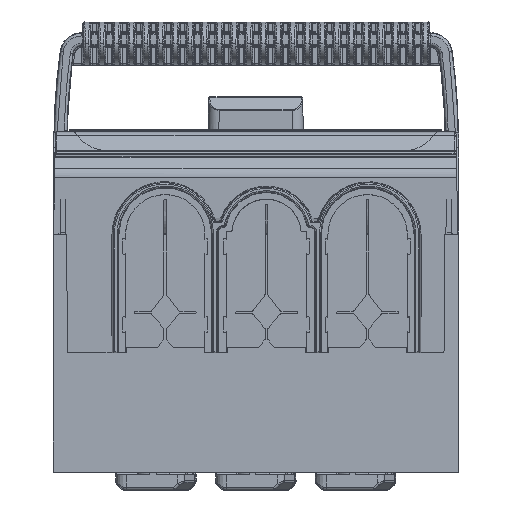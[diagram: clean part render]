
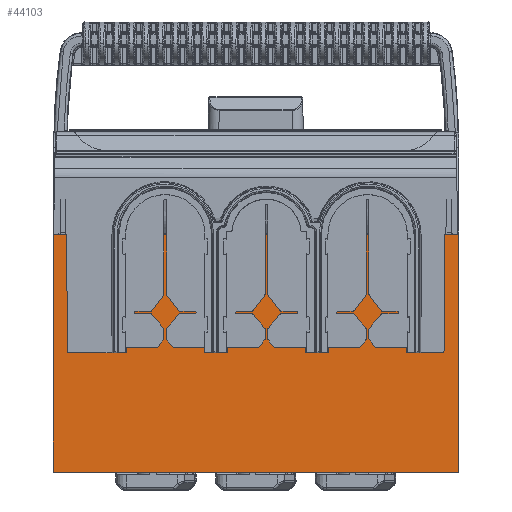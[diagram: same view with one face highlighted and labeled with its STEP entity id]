
A CAD part, front view. The second image highlights one B-rep face of the part: STEP entity #44103.
In plain terms, the highlighted planar face has unit normal (0, -1, 0.006).
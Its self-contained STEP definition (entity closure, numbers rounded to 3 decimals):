
#35040=ELLIPSE('',#122736,0.5,0.5);
#44103=ADVANCED_FACE('NAUO1\\LPATTERN2',(#50792),#49267,.T.);
#49267=PLANE('',#122737);
#50792=FACE_OUTER_BOUND('',#55979,.T.);
#55979=EDGE_LOOP('',(#61704,#61705,#61706,#61707,#61708,#61709,#61710,#61711,
#61712,#61713,#61714,#61715,#61716,#61717,#61718,#61719,#61720,#61721,#61722,
#61723,#61724,#61725,#61726,#61727,#61728));
#61704=ORIENTED_EDGE('',*,*,#97794,.F.);
#61705=ORIENTED_EDGE('',*,*,#97743,.T.);
#61706=ORIENTED_EDGE('',*,*,#97795,.F.);
#61707=ORIENTED_EDGE('',*,*,#97796,.F.);
#61708=ORIENTED_EDGE('',*,*,#97797,.T.);
#61709=ORIENTED_EDGE('',*,*,#97786,.T.);
#61710=ORIENTED_EDGE('',*,*,#97798,.T.);
#61711=ORIENTED_EDGE('',*,*,#97799,.T.);
#61712=ORIENTED_EDGE('',*,*,#97800,.T.);
#61713=ORIENTED_EDGE('',*,*,#97801,.F.);
#61714=ORIENTED_EDGE('',*,*,#97802,.T.);
#61715=ORIENTED_EDGE('',*,*,#97772,.T.);
#61716=ORIENTED_EDGE('',*,*,#97803,.T.);
#61717=ORIENTED_EDGE('',*,*,#97804,.T.);
#61718=ORIENTED_EDGE('',*,*,#97805,.F.);
#61719=ORIENTED_EDGE('',*,*,#97764,.T.);
#61720=ORIENTED_EDGE('',*,*,#97806,.T.);
#61721=ORIENTED_EDGE('',*,*,#97807,.T.);
#61722=ORIENTED_EDGE('',*,*,#97808,.F.);
#61723=ORIENTED_EDGE('',*,*,#97809,.T.);
#61724=ORIENTED_EDGE('',*,*,#97810,.F.);
#61725=ORIENTED_EDGE('',*,*,#97811,.T.);
#61726=ORIENTED_EDGE('',*,*,#97751,.T.);
#61727=ORIENTED_EDGE('',*,*,#97812,.T.);
#61728=ORIENTED_EDGE('',*,*,#97813,.F.);
#89099=VERTEX_POINT('',#151228);
#89100=VERTEX_POINT('',#151229);
#89107=VERTEX_POINT('',#151243);
#89108=VERTEX_POINT('',#151245);
#89120=VERTEX_POINT('',#151278);
#89121=VERTEX_POINT('',#151280);
#89126=VERTEX_POINT('',#151292);
#89127=VERTEX_POINT('',#151294);
#89140=VERTEX_POINT('',#151320);
#89141=VERTEX_POINT('',#151322);
#89148=VERTEX_POINT('',#151338);
#89149=VERTEX_POINT('',#151340);
#89150=VERTEX_POINT('',#151342);
#89151=VERTEX_POINT('',#151345);
#89152=VERTEX_POINT('',#151347);
#89153=VERTEX_POINT('',#151349);
#89154=VERTEX_POINT('',#151351);
#89155=VERTEX_POINT('',#151354);
#89156=VERTEX_POINT('',#151356);
#89157=VERTEX_POINT('',#151359);
#89158=VERTEX_POINT('',#151361);
#89159=VERTEX_POINT('',#151363);
#89160=VERTEX_POINT('',#151365);
#89161=VERTEX_POINT('',#151367);
#89162=VERTEX_POINT('',#151370);
#97743=EDGE_CURVE('',#89099,#89100,#111347,.T.);
#97751=EDGE_CURVE('',#89108,#89107,#111354,.T.);
#97764=EDGE_CURVE('',#89121,#89120,#111365,.T.);
#97772=EDGE_CURVE('',#89127,#89126,#111373,.T.);
#97786=EDGE_CURVE('',#89141,#89140,#111383,.T.);
#97794=EDGE_CURVE('',#89099,#89148,#111390,.T.);
#97795=EDGE_CURVE('',#89149,#89100,#111391,.T.);
#97796=EDGE_CURVE('',#89150,#89149,#111392,.T.);
#97797=EDGE_CURVE('',#89150,#89141,#111393,.T.);
#97798=EDGE_CURVE('',#89140,#89151,#111394,.T.);
#97799=EDGE_CURVE('',#89151,#89152,#111395,.T.);
#97800=EDGE_CURVE('',#89152,#89153,#111396,.T.);
#97801=EDGE_CURVE('',#89154,#89153,#111397,.T.);
#97802=EDGE_CURVE('',#89154,#89127,#111398,.T.);
#97803=EDGE_CURVE('',#89126,#89155,#111399,.T.);
#97804=EDGE_CURVE('',#89155,#89156,#111400,.T.);
#97805=EDGE_CURVE('',#89121,#89156,#111401,.T.);
#97806=EDGE_CURVE('',#89120,#89157,#35040,.T.);
#97807=EDGE_CURVE('',#89157,#89158,#111402,.T.);
#97808=EDGE_CURVE('',#89159,#89158,#111403,.T.);
#97809=EDGE_CURVE('',#89159,#89160,#111404,.T.);
#97810=EDGE_CURVE('',#89161,#89160,#111405,.T.);
#97811=EDGE_CURVE('',#89161,#89108,#111406,.T.);
#97812=EDGE_CURVE('',#89107,#89162,#111407,.T.);
#97813=EDGE_CURVE('',#89148,#89162,#111408,.T.);
#111347=LINE('',#151227,#117128);
#111354=LINE('',#151244,#117135);
#111365=LINE('',#151279,#117146);
#111373=LINE('',#151293,#117154);
#111383=LINE('',#151321,#117164);
#111390=LINE('',#151337,#117171);
#111391=LINE('',#151339,#117172);
#111392=LINE('',#151341,#117173);
#111393=LINE('',#151343,#117174);
#111394=LINE('',#151344,#117175);
#111395=LINE('',#151346,#117176);
#111396=LINE('',#151348,#117177);
#111397=LINE('',#151350,#117178);
#111398=LINE('',#151352,#117179);
#111399=LINE('',#151353,#117180);
#111400=LINE('',#151355,#117181);
#111401=LINE('',#151357,#117182);
#111402=LINE('',#151360,#117183);
#111403=LINE('',#151362,#117184);
#111404=LINE('',#151364,#117185);
#111405=LINE('',#151366,#117186);
#111406=LINE('',#151368,#117187);
#111407=LINE('',#151369,#117188);
#111408=LINE('',#151371,#117189);
#117128=VECTOR('',#130318,1.);
#117135=VECTOR('',#130327,1.);
#117146=VECTOR('',#130340,1.);
#117154=VECTOR('',#130348,1.);
#117164=VECTOR('',#130366,1.);
#117171=VECTOR('',#130377,1.);
#117172=VECTOR('',#130378,1.);
#117173=VECTOR('',#130379,1.);
#117174=VECTOR('',#130380,1.);
#117175=VECTOR('',#130381,1.);
#117176=VECTOR('',#130382,1.);
#117177=VECTOR('',#130383,1.);
#117178=VECTOR('',#130384,1.);
#117179=VECTOR('',#130385,1.);
#117180=VECTOR('',#130386,1.);
#117181=VECTOR('',#130387,1.);
#117182=VECTOR('',#130388,1.);
#117183=VECTOR('',#130391,1.);
#117184=VECTOR('',#130392,1.);
#117185=VECTOR('',#130393,1.);
#117186=VECTOR('',#130394,1.);
#117187=VECTOR('',#130395,1.);
#117188=VECTOR('',#130396,1.);
#117189=VECTOR('',#130397,1.);
#122736=AXIS2_PLACEMENT_3D('',#151358,#130389,#130390);
#122737=AXIS2_PLACEMENT_3D('',#151372,#130398,#130399);
#130318=DIRECTION('',(-1.,0.,0.));
#130327=DIRECTION('',(-1.,0.,0.));
#130340=DIRECTION('',(-1.,0.,0.));
#130348=DIRECTION('',(-1.,0.,0.));
#130366=DIRECTION('',(-1.,0.,0.));
#130377=DIRECTION('',(0.005,-0.006,-1.));
#130378=DIRECTION('',(0.005,0.006,1.));
#130379=DIRECTION('',(1.,0.,0.));
#130380=DIRECTION('',(-0.005,0.006,1.));
#130381=DIRECTION('',(-0.005,-0.006,-1.));
#130382=DIRECTION('',(-1.,0.,0.));
#130383=DIRECTION('',(-0.005,-0.006,-1.));
#130384=DIRECTION('',(1.,0.,0.));
#130385=DIRECTION('',(-0.005,0.006,1.));
#130386=DIRECTION('',(0.,-0.006,-1.));
#130387=DIRECTION('',(1.,0.,0.));
#130388=DIRECTION('',(0.,-0.006,-1.));
#130389=DIRECTION('',(0.,-1.,0.006));
#130390=DIRECTION('',(0.,-0.006,-1.));
#130391=DIRECTION('',(-0.005,-0.006,-1.));
#130392=DIRECTION('',(1.,0.,0.));
#130393=DIRECTION('',(-0.005,0.006,1.));
#130394=DIRECTION('',(1.,0.,0.));
#130395=DIRECTION('',(-0.005,0.006,1.));
#130396=DIRECTION('',(-0.005,-0.006,-1.));
#130397=DIRECTION('',(1.,0.,0.));
#130398=DIRECTION('',(0.,-1.,0.006));
#130399=DIRECTION('',(0.,0.006,1.));
#151227=CARTESIAN_POINT('',(-8.,-216.692,68.));
#151228=CARTESIAN_POINT('',(13.726,-216.692,68.));
#151229=CARTESIAN_POINT('',(-21.825,-216.692,68.));
#151243=CARTESIAN_POINT('',(18.735,-216.692,68.));
#151244=CARTESIAN_POINT('',(-8.,-216.692,68.));
#151245=CARTESIAN_POINT('',(48.161,-216.692,68.));
#151278=CARTESIAN_POINT('',(62.139,-216.692,68.));
#151279=CARTESIAN_POINT('',(-8.,-216.692,68.));
#151280=CARTESIAN_POINT('',(67.,-216.692,68.));
#151292=CARTESIAN_POINT('',(-83.,-216.692,68.));
#151293=CARTESIAN_POINT('',(-8.,-216.692,68.));
#151294=CARTESIAN_POINT('',(-78.079,-216.692,68.));
#151320=CARTESIAN_POINT('',(-56.26,-216.692,68.));
#151321=CARTESIAN_POINT('',(-8.,-216.692,68.));
#151322=CARTESIAN_POINT('',(-26.834,-216.692,68.));
#151337=CARTESIAN_POINT('',(13.991,-217.,17.484));
#151338=CARTESIAN_POINT('',(13.956,-216.959,24.133));
#151339=CARTESIAN_POINT('',(-22.088,-216.999,17.705));
#151340=CARTESIAN_POINT('',(-22.055,-216.959,24.133));
#151341=CARTESIAN_POINT('',(17.,-216.959,24.133));
#151342=CARTESIAN_POINT('',(-26.604,-216.959,24.133));
#151343=CARTESIAN_POINT('',(-26.568,-217.001,17.272));
#151344=CARTESIAN_POINT('',(-56.522,-216.998,17.885));
#151345=CARTESIAN_POINT('',(-56.469,-216.935,28.133));
#151346=CARTESIAN_POINT('',(17.,-216.935,28.133));
#151347=CARTESIAN_POINT('',(-58.969,-216.935,28.133));
#151348=CARTESIAN_POINT('',(-59.022,-216.998,17.898));
#151349=CARTESIAN_POINT('',(-58.99,-216.959,24.133));
#151350=CARTESIAN_POINT('',(17.,-216.959,24.133));
#151351=CARTESIAN_POINT('',(-77.849,-216.959,24.133));
#151352=CARTESIAN_POINT('',(-77.812,-217.003,17.004));
#151353=CARTESIAN_POINT('',(-83.,-216.96,24.));
#151354=CARTESIAN_POINT('',(-83.,-217.229,-20.));
#151355=CARTESIAN_POINT('',(-8.,-217.229,-20.));
#151356=CARTESIAN_POINT('',(67.,-217.229,-20.));
#151357=CARTESIAN_POINT('',(67.,-216.96,24.));
#151358=CARTESIAN_POINT('',(62.478,-216.694,67.633));
#151359=CARTESIAN_POINT('',(61.978,-216.694,67.636));
#151360=CARTESIAN_POINT('',(61.715,-217.001,17.266));
#151361=CARTESIAN_POINT('',(61.751,-216.959,24.133));
#151362=CARTESIAN_POINT('',(17.,-216.959,24.133));
#151363=CARTESIAN_POINT('',(50.891,-216.959,24.133));
#151364=CARTESIAN_POINT('',(50.925,-216.999,17.678));
#151365=CARTESIAN_POINT('',(50.87,-216.935,28.133));
#151366=CARTESIAN_POINT('',(17.,-216.935,28.133));
#151367=CARTESIAN_POINT('',(48.37,-216.935,28.133));
#151368=CARTESIAN_POINT('',(48.425,-216.999,17.665));
#151369=CARTESIAN_POINT('',(18.47,-217.,17.492));
#151370=CARTESIAN_POINT('',(18.505,-216.959,24.133));
#151371=CARTESIAN_POINT('',(17.,-216.959,24.133));
#151372=CARTESIAN_POINT('',(17.,-217.,17.5));
